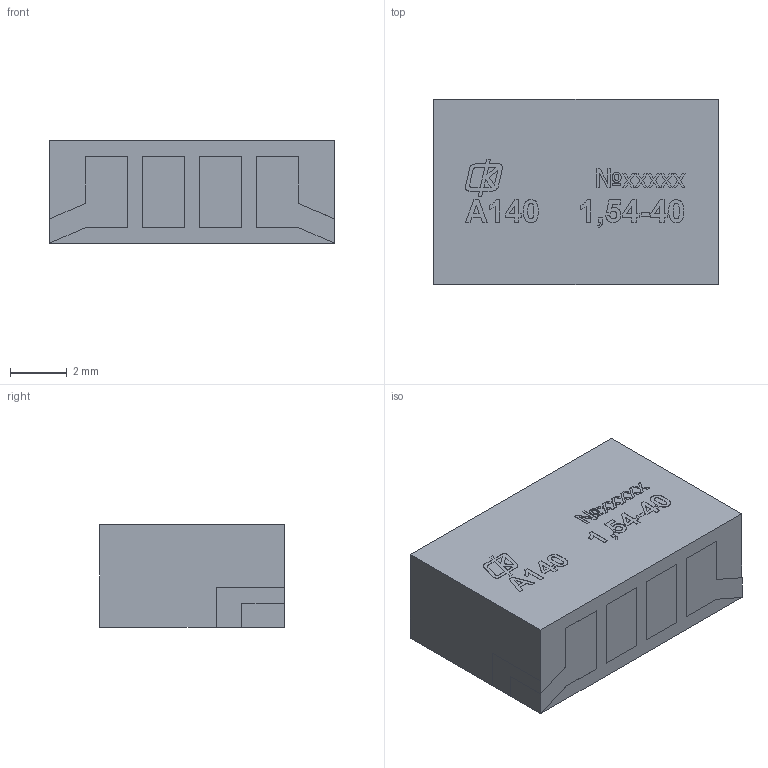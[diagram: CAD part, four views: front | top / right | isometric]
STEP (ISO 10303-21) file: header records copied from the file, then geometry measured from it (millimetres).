
FILE_DESCRIPTION(('STEP AP203'), '1');
FILE_NAME('ÍØÁÀ.434834.010-24_Ôèëüòð ÔÊÏ1-210-24-1,54-40', '', ('UNSPECIFIED'), ('UNSPECIFIED'), 'ASCON STEP Converter 1.6', 'ASCON Math Kernel', '');
FILE_SCHEMA(('CONFIG_CONTROL_DESIGN'));
Length unit declared in the file: millimetre
Products named in the file (1): НШБА.434834.010-24_Фильтр ФКП1-210-24-1,54-40
Bounding box: 10 x 6.5 x 3.6 mm (x, y, z)
Volume: 233.9 mm3; surface area: 249.4 mm2
Topology: 1 solids, 1 shells, 330 faces, 881 edges, 586 vertices
Faces by surface type: plane 265, bspline 59, cylinder 6
Entity records: 17718 total; most frequent: CARTESIAN_POINT 7281, ORIENTED_EDGE 1762, DIRECTION 1273, EDGE_CURVE 881, LINE 705, VECTOR 705, VERTEX_POINT 586, FACE_BOUND 363
